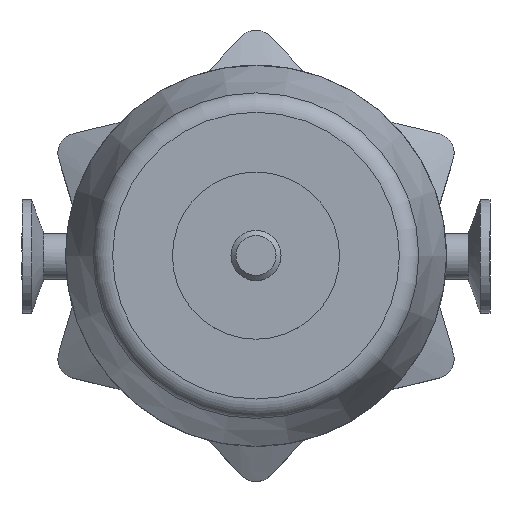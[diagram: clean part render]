
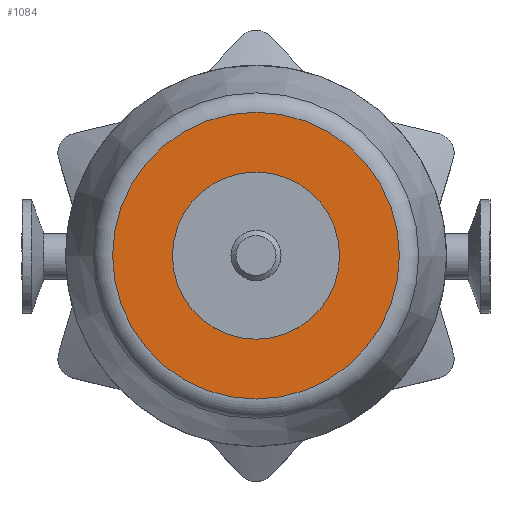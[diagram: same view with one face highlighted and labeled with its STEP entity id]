
A CAD part, top view. The second image highlights one B-rep face of the part: STEP entity #1084.
In plain terms, the highlighted planar face has unit normal (0, 0, 1).
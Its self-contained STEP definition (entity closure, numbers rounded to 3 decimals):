
#26=FACE_BOUND('',#179,.T.);
#51=PLANE('',#1198);
#106=FACE_OUTER_BOUND('',#178,.T.);
#178=EDGE_LOOP('',(#857));
#179=EDGE_LOOP('',(#858));
#409=CIRCLE('',#1197,42.895);
#410=CIRCLE('',#1199,25.);
#514=VERTEX_POINT('',#2161);
#515=VERTEX_POINT('',#2165);
#645=EDGE_CURVE('',#514,#514,#409,.T.);
#646=EDGE_CURVE('',#515,#515,#410,.T.);
#857=ORIENTED_EDGE('',*,*,#645,.F.);
#858=ORIENTED_EDGE('',*,*,#646,.T.);
#1084=ADVANCED_FACE('',(#106,#26),#51,.T.);
#1197=AXIS2_PLACEMENT_3D('',#2163,#1429,#1430);
#1198=AXIS2_PLACEMENT_3D('',#2164,#1431,#1432);
#1199=AXIS2_PLACEMENT_3D('',#2166,#1433,#1434);
#1429=DIRECTION('center_axis',(0.,0.,-1.));
#1430=DIRECTION('ref_axis',(1.,0.,0.));
#1431=DIRECTION('center_axis',(0.,0.,1.));
#1432=DIRECTION('ref_axis',(1.,0.,0.));
#1433=DIRECTION('center_axis',(0.,0.,-1.));
#1434=DIRECTION('ref_axis',(-1.,0.,0.));
#2161=CARTESIAN_POINT('',(42.895,0.,150.25));
#2163=CARTESIAN_POINT('Origin',(0.,0.,150.25));
#2164=CARTESIAN_POINT('Origin',(-36.25,0.,150.25));
#2165=CARTESIAN_POINT('',(25.,0.,150.25));
#2166=CARTESIAN_POINT('Origin',(0.,0.,150.25));
